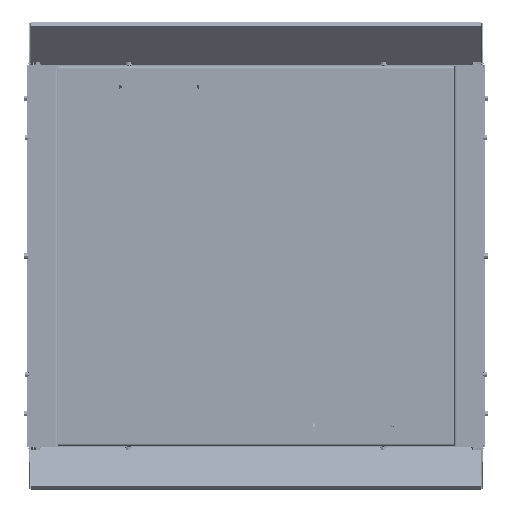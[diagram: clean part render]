
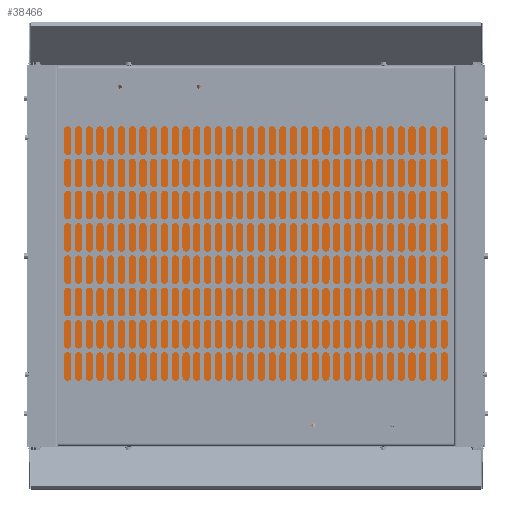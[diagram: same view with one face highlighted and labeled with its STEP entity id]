
A CAD part, front view. The second image highlights one B-rep face of the part: STEP entity #38466.
In plain terms, the highlighted planar face has unit normal (0, -1, 0).
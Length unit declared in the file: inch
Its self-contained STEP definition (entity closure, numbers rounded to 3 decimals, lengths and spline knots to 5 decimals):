
#2359 = VERTEX_POINT ( 'NONE', #25000 ) ;
#4725 = VECTOR ( 'NONE', #8676, 39.37008 ) ;
#4851 = VERTEX_POINT ( 'NONE', #33751 ) ;
#8676 = DIRECTION ( 'NONE',  ( 1., 0., 0. ) ) ;
#11440 = CARTESIAN_POINT ( 'NONE',  ( 13.3027, -0.0598, 15.86236 ) ) ;
#11905 = DIRECTION ( 'NONE',  ( 0., 0., 1. ) ) ;
#15012 = EDGE_CURVE ( 'NONE', #54454, #15317, #33555, .T. ) ;
#15317 = VERTEX_POINT ( 'NONE', #33026 ) ;
#17658 = VECTOR ( 'NONE', #59721, 39.37008 ) ;
#17863 = EDGE_CURVE ( 'NONE', #4851, #2359, #76959, .T. ) ;
#18166 = CARTESIAN_POINT ( 'NONE',  ( 13.34986, -0.0598, -15.8152 ) ) ;
#20541 = LINE ( 'NONE', #44411, #4725 ) ;
#22111 = PLANE ( 'NONE',  #34377 ) ;
#24164 = DIRECTION ( 'NONE',  ( -1., 0., 0. ) ) ;
#24469 = EDGE_CURVE ( 'NONE', #2359, #54454, #20541, .T. ) ;
#25000 = CARTESIAN_POINT ( 'NONE',  ( -13.3027, -0.0598, 15.8152 ) ) ;
#27020 = EDGE_LOOP ( 'NONE', ( #45806, #43304, #61864, #66606 ) ) ;
#29517 = VECTOR ( 'NONE', #24164, 39.37008 ) ;
#33026 = CARTESIAN_POINT ( 'NONE',  ( 13.3027, -0.0598, -15.8152 ) ) ;
#33555 = LINE ( 'NONE', #11440, #17658 ) ;
#33751 = CARTESIAN_POINT ( 'NONE',  ( -13.3027, -0.0598, -15.8152 ) ) ;
#33895 = CARTESIAN_POINT ( 'NONE',  ( 0., -0.0598, 0. ) ) ;
#34157 = DIRECTION ( 'NONE',  ( 0., 1., 0. ) ) ;
#34377 = AXIS2_PLACEMENT_3D ( 'NONE', #33895, #34157, #75884 ) ;
#35639 = CARTESIAN_POINT ( 'NONE',  ( -13.3027, -0.0598, -15.86236 ) ) ;
#38466 = ADVANCED_FACE ( 'NONE', ( #42582 ), #22111, .F. ) ;
#42582 = FACE_OUTER_BOUND ( 'NONE', #27020, .T. ) ;
#43304 = ORIENTED_EDGE ( 'NONE', *, *, #15012, .F. ) ;
#44411 = CARTESIAN_POINT ( 'NONE',  ( -13.34986, -0.0598, 15.8152 ) ) ;
#45264 = VECTOR ( 'NONE', #11905, 39.37008 ) ;
#45806 = ORIENTED_EDGE ( 'NONE', *, *, #62588, .F. ) ;
#54454 = VERTEX_POINT ( 'NONE', #65393 ) ;
#59721 = DIRECTION ( 'NONE',  ( 0., 0., -1. ) ) ;
#61864 = ORIENTED_EDGE ( 'NONE', *, *, #24469, .F. ) ;
#62588 = EDGE_CURVE ( 'NONE', #15317, #4851, #77085, .T. ) ;
#65393 = CARTESIAN_POINT ( 'NONE',  ( 13.3027, -0.0598, 15.8152 ) ) ;
#66606 = ORIENTED_EDGE ( 'NONE', *, *, #17863, .F. ) ;
#75884 = DIRECTION ( 'NONE',  ( 0., 0., 1. ) ) ;
#76959 = LINE ( 'NONE', #35639, #45264 ) ;
#77085 = LINE ( 'NONE', #18166, #29517 ) ;
